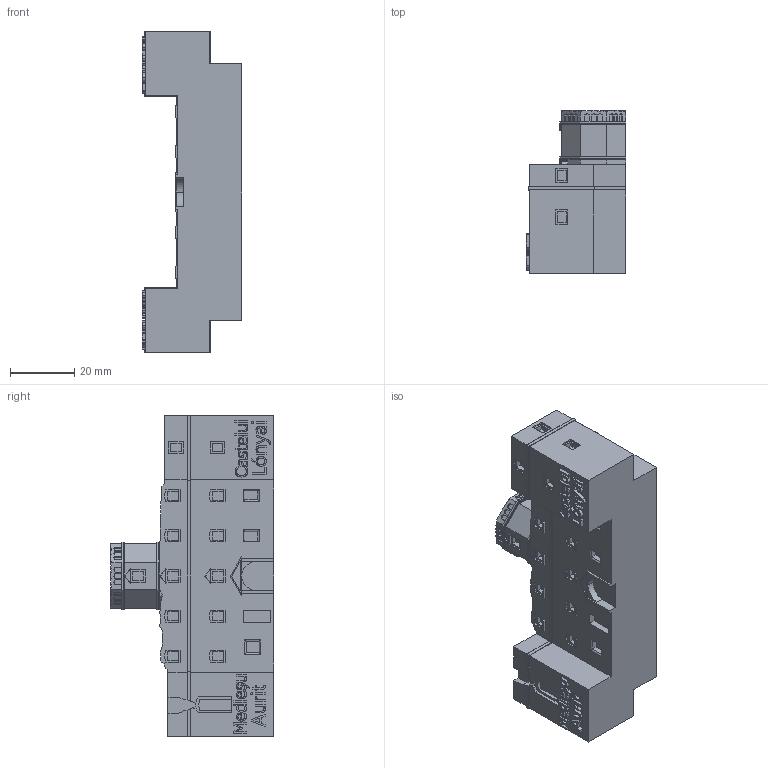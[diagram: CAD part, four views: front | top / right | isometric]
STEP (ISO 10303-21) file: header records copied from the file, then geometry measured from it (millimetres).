
FILE_DESCRIPTION(/* description */ (''),/* implementation_level */ '2;1');
FILE_NAME(/* name */ 'castelLonyai.stp',/* time_stamp */ '2021-05-16T21:15:11+03:00',/* author */ ('Vlasciar'),/* organization */ (''),/* preprocessor_version */ 'ST-DEVELOPER v18',/* originating_system */ 'Autodesk Inventor 2020',/* authorisation */ '');
FILE_SCHEMA (('AUTOMOTIVE_DESIGN { 1 0 10303 214 3 1 1 }'));
Length unit declared in the file: millimetre
Products named in the file (1): Part1
Bounding box: 31 x 50.95 x 100.5 mm (x, y, z)
Volume: 78776.2 mm3; surface area: 17384.6 mm2
Topology: 2 solids, 2 shells, 1340 faces, 3727 edges, 2537 vertices
Faces by surface type: plane 1100, bspline 183, cylinder 57
Entity records: 42689 total; most frequent: CARTESIAN_POINT 9816, ORIENTED_EDGE 7302, DIRECTION 5711, EDGE_CURVE 3651, LINE 3183, VECTOR 3183, VERTEX_POINT 2385, EDGE_LOOP 1416
